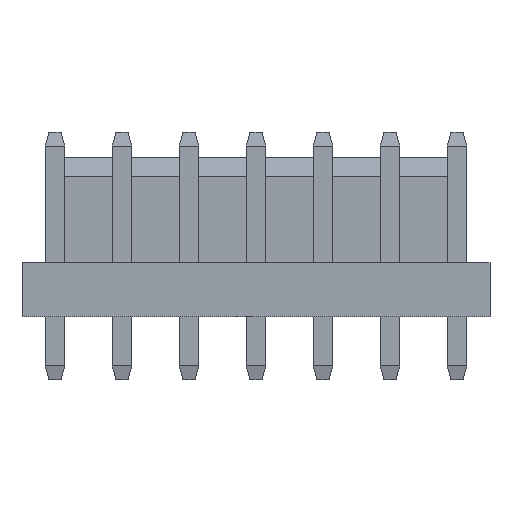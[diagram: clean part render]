
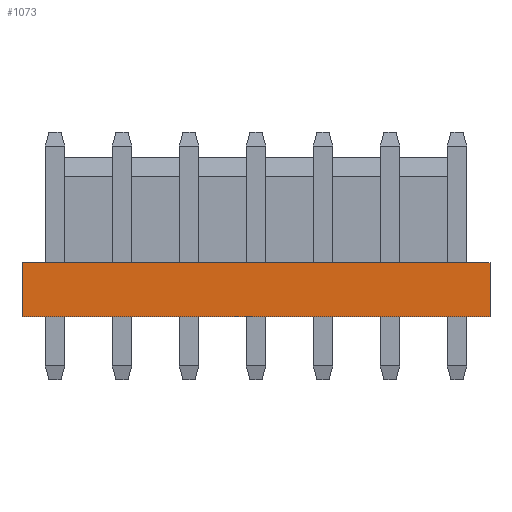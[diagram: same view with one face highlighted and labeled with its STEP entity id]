
A CAD part, top view. The second image highlights one B-rep face of the part: STEP entity #1073.
In plain terms, the highlighted planar face has unit normal (0, 0, 1).
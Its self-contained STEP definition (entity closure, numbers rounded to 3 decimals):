
#7 = VERTEX_POINT ( 'NONE', #15 ) ;
#15 = CARTESIAN_POINT ( 'NONE',  ( -1.95, 0., 4.8 ) ) ;
#130 = EDGE_CURVE ( 'NONE', #1233, #1462, #651, .T. ) ;
#221 = VECTOR ( 'NONE', #1314, 1000. ) ;
#271 = EDGE_LOOP ( 'NONE', ( #1118, #695, #325, #1604 ) ) ;
#325 = ORIENTED_EDGE ( 'NONE', *, *, #1149, .T. ) ;
#426 = EDGE_CURVE ( 'NONE', #1623, #1233, #1378, .T. ) ;
#428 = CARTESIAN_POINT ( 'NONE',  ( -1.95, 3.2, 4.8 ) ) ;
#519 = DIRECTION ( 'NONE',  ( 0., -1., 0. ) ) ;
#606 = CARTESIAN_POINT ( 'NONE',  ( -1.95, 3.2, 4.8 ) ) ;
#651 = LINE ( 'NONE', #841, #1759 ) ;
#695 = ORIENTED_EDGE ( 'NONE', *, *, #426, .F. ) ;
#743 = CARTESIAN_POINT ( 'NONE',  ( -1.95, 0., 4.8 ) ) ;
#841 = CARTESIAN_POINT ( 'NONE',  ( 25.71, 3.2, 4.8 ) ) ;
#904 = FACE_OUTER_BOUND ( 'NONE', #271, .T. ) ;
#926 = CARTESIAN_POINT ( 'NONE',  ( -1.95, 3.2, 4.8 ) ) ;
#946 = CARTESIAN_POINT ( 'NONE',  ( 25.71, 3.2, 4.8 ) ) ;
#1025 = DIRECTION ( 'NONE',  ( 0., -1., 0. ) ) ;
#1052 = LINE ( 'NONE', #743, #221 ) ;
#1073 = ADVANCED_FACE ( 'NONE', ( #904 ), #1954, .T. ) ;
#1118 = ORIENTED_EDGE ( 'NONE', *, *, #130, .F. ) ;
#1147 = EDGE_CURVE ( 'NONE', #7, #1462, #1052, .T. ) ;
#1149 = EDGE_CURVE ( 'NONE', #1623, #7, #1653, .T. ) ;
#1196 = DIRECTION ( 'NONE',  ( 0., 0., 1. ) ) ;
#1233 = VERTEX_POINT ( 'NONE', #946 ) ;
#1314 = DIRECTION ( 'NONE',  ( 1., 0., 0. ) ) ;
#1332 = CARTESIAN_POINT ( 'NONE',  ( -1.95, 0., 4.8 ) ) ;
#1378 = LINE ( 'NONE', #926, #1931 ) ;
#1462 = VERTEX_POINT ( 'NONE', #1798 ) ;
#1524 = DIRECTION ( 'NONE',  ( 1., 0., 0. ) ) ;
#1604 = ORIENTED_EDGE ( 'NONE', *, *, #1147, .T. ) ;
#1623 = VERTEX_POINT ( 'NONE', #606 ) ;
#1653 = LINE ( 'NONE', #428, #1850 ) ;
#1662 = AXIS2_PLACEMENT_3D ( 'NONE', #1332, #1196, #1920 ) ;
#1759 = VECTOR ( 'NONE', #519, 1000. ) ;
#1798 = CARTESIAN_POINT ( 'NONE',  ( 25.71, 0., 4.8 ) ) ;
#1850 = VECTOR ( 'NONE', #1025, 1000. ) ;
#1920 = DIRECTION ( 'NONE',  ( 1., 0., 0. ) ) ;
#1931 = VECTOR ( 'NONE', #1524, 1000. ) ;
#1954 = PLANE ( 'NONE',  #1662 ) ;
